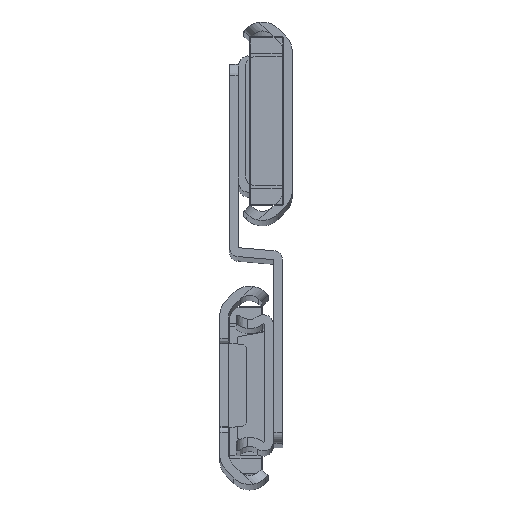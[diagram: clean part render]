
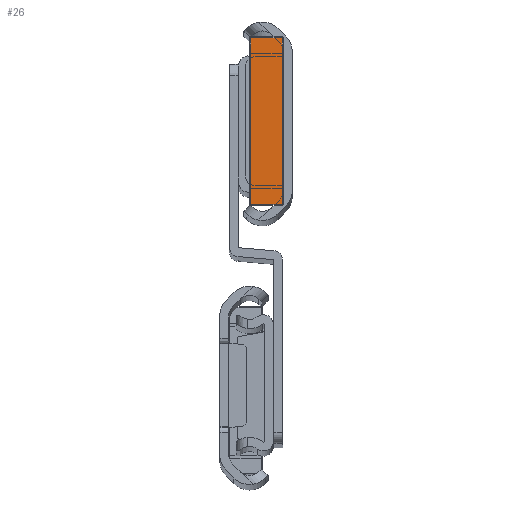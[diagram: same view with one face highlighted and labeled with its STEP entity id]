
A CAD part, top view. The second image highlights one B-rep face of the part: STEP entity #26.
In plain terms, the highlighted planar face has unit normal (0, 0, 1).
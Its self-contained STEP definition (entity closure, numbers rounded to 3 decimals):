
#26 = ADVANCED_FACE ( 'NONE', ( #4870 ), #4357, .F. ) ;
#209 = DIRECTION ( 'NONE',  ( 0., 1., 0. ) ) ;
#644 = LINE ( 'NONE', #4435, #3245 ) ;
#646 = ORIENTED_EDGE ( 'NONE', *, *, #6067, .T. ) ;
#681 = CARTESIAN_POINT ( 'NONE',  ( 14.8, 0.2, 3.25 ) ) ;
#807 = EDGE_CURVE ( 'NONE', #4787, #6196, #644, .T. ) ;
#945 = CARTESIAN_POINT ( 'NONE',  ( -15., 5.8, 3.25 ) ) ;
#1257 = VERTEX_POINT ( 'NONE', #4519 ) ;
#1266 = CARTESIAN_POINT ( 'NONE',  ( -14.8, 5.8, 3.25 ) ) ;
#1345 = VECTOR ( 'NONE', #2806, 1000. ) ;
#1537 = CARTESIAN_POINT ( 'NONE',  ( -15., 6., 3.25 ) ) ;
#1778 = AXIS2_PLACEMENT_3D ( 'NONE', #1537, #3494, #5455 ) ;
#2357 = LINE ( 'NONE', #4354, #3097 ) ;
#2696 = EDGE_CURVE ( 'NONE', #6196, #5288, #2357, .T. ) ;
#2806 = DIRECTION ( 'NONE',  ( -1., 0., 0. ) ) ;
#2845 = DIRECTION ( 'NONE',  ( 1., 0., 0. ) ) ;
#3097 = VECTOR ( 'NONE', #2845, 1000. ) ;
#3176 = EDGE_CURVE ( 'NONE', #1257, #4787, #4380, .T. ) ;
#3198 = CARTESIAN_POINT ( 'NONE',  ( -14.8, 0.2, 3.25 ) ) ;
#3212 = ORIENTED_EDGE ( 'NONE', *, *, #2696, .T. ) ;
#3245 = VECTOR ( 'NONE', #5972, 1000. ) ;
#3494 = DIRECTION ( 'NONE',  ( 0., 0., -1. ) ) ;
#3586 = LINE ( 'NONE', #5545, #3664 ) ;
#3664 = VECTOR ( 'NONE', #209, 1000. ) ;
#4354 = CARTESIAN_POINT ( 'NONE',  ( -15., 0.2, 3.25 ) ) ;
#4357 = PLANE ( 'NONE',  #1778 ) ;
#4380 = LINE ( 'NONE', #945, #1345 ) ;
#4435 = CARTESIAN_POINT ( 'NONE',  ( -14.8, 6., 3.25 ) ) ;
#4519 = CARTESIAN_POINT ( 'NONE',  ( 14.8, 5.8, 3.25 ) ) ;
#4787 = VERTEX_POINT ( 'NONE', #1266 ) ;
#4870 = FACE_OUTER_BOUND ( 'NONE', #5149, .T. ) ;
#5149 = EDGE_LOOP ( 'NONE', ( #6241, #5832, #3212, #646 ) ) ;
#5288 = VERTEX_POINT ( 'NONE', #681 ) ;
#5455 = DIRECTION ( 'NONE',  ( -1., 0., 0. ) ) ;
#5545 = CARTESIAN_POINT ( 'NONE',  ( 14.8, 6., 3.25 ) ) ;
#5832 = ORIENTED_EDGE ( 'NONE', *, *, #807, .T. ) ;
#5972 = DIRECTION ( 'NONE',  ( 0., -1., 0. ) ) ;
#6067 = EDGE_CURVE ( 'NONE', #5288, #1257, #3586, .T. ) ;
#6196 = VERTEX_POINT ( 'NONE', #3198 ) ;
#6241 = ORIENTED_EDGE ( 'NONE', *, *, #3176, .T. ) ;
